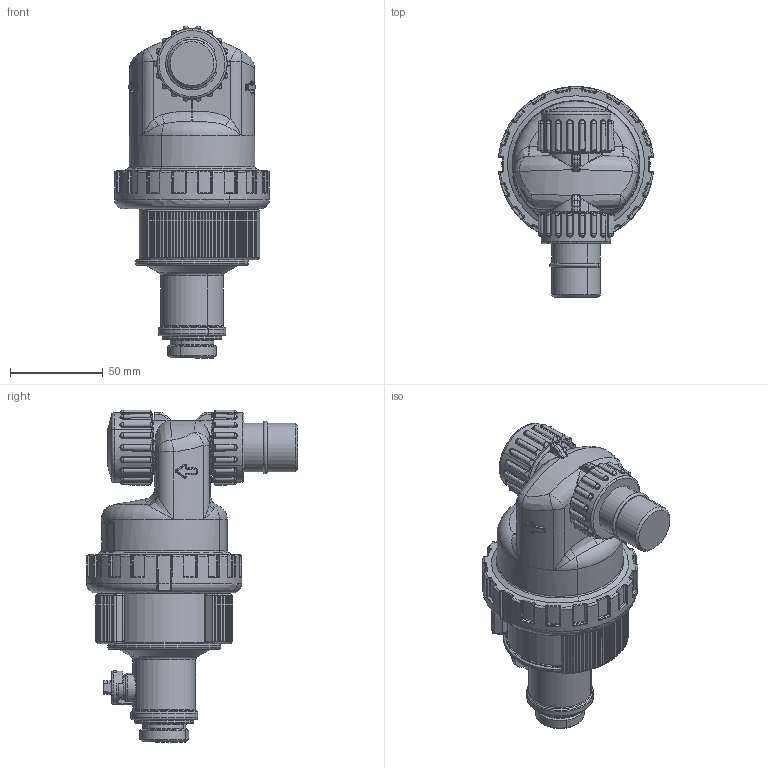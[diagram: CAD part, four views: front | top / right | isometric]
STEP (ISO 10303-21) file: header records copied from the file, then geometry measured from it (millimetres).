
FILE_DESCRIPTION(('CATIA V5 STEP Exchange'),'2;1');
FILE_NAME('545101 - TST.stp','2016-02-03T12:59:04+00:00',('none'),('none'),'Version 5-6 Release 2012','CATIA V5 STEP AP203','none');
FILE_SCHEMA(('CONFIG_CONTROL_DESIGN'));
Length unit declared in the file: millimetre
Products named in the file (1): 545101
Bounding box: 83.59 x 114 x 179.3 mm (x, y, z)
Volume: 481974 mm3; surface area: 68027.8 mm2
Topology: 2 solids, 4 shells, 2391 faces, 5890 edges, 3232 vertices
Faces by surface type: cylinder 811, plane 503, bspline 446, torus 224, revolution 224, cone 105, sphere 78
Entity records: 97937 total; most frequent: CARTESIAN_POINT 51224, ORIENTED_EDGE 11228, DIRECTION 6429, EDGE_CURVE 5614, AXIS2_PLACEMENT_3D 3537, VERTEX_POINT 3232, EDGE_LOOP 2414, ADVANCED_FACE 2391
